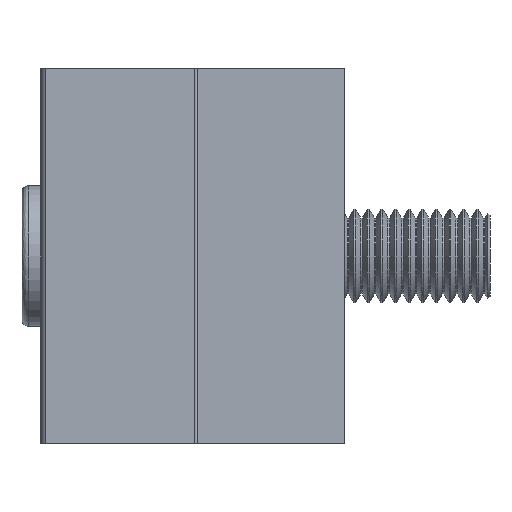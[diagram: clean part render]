
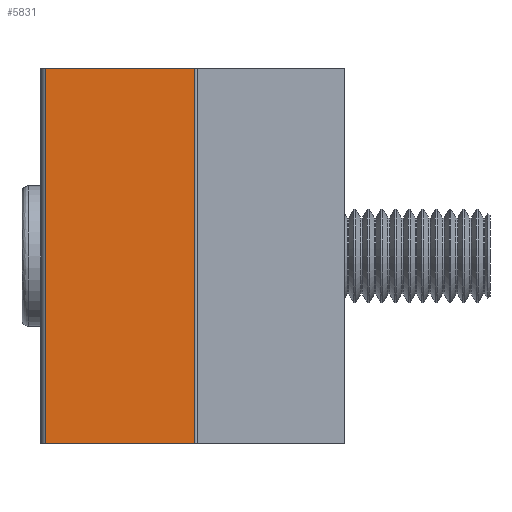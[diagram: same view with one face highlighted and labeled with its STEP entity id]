
A CAD part, left-side view. The second image highlights one B-rep face of the part: STEP entity #5831.
In plain terms, the highlighted planar face has unit normal (-1, 0, 0).
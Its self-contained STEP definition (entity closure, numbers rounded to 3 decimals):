
#1989 = EDGE_CURVE ( 'NONE', #5728, #5817, #5873, .T. ) ;
#1994 = ORIENTED_EDGE ( 'NONE', *, *, #5809, .T. ) ;
#2147 = ORIENTED_EDGE ( 'NONE', *, *, #1989, .F. ) ;
#3813 = AXIS2_PLACEMENT_3D ( 'NONE', #3908, #3907, #3906 ) ;
#3819 = FACE_OUTER_BOUND ( 'NONE', #5826, .T. ) ;
#3821 = CARTESIAN_POINT ( 'NONE',  ( -50.8, -25.4, -31.75 ) ) ;
#3822 = LINE ( 'NONE', #3821, #3911 ) ;
#3825 = CARTESIAN_POINT ( 'NONE',  ( -50.8, -25.4, -31.75 ) ) ;
#3852 = DIRECTION ( 'NONE',  ( 0., 0., -1. ) ) ;
#3853 = VECTOR ( 'NONE', #3852, 1000. ) ;
#3854 = CARTESIAN_POINT ( 'NONE',  ( -50.8, 0., 31.75 ) ) ;
#3855 = LINE ( 'NONE', #3854, #3853 ) ;
#3856 = DIRECTION ( 'NONE',  ( 0., 0., -1. ) ) ;
#3857 = VECTOR ( 'NONE', #3856, 1000. ) ;
#3858 = CARTESIAN_POINT ( 'NONE',  ( -50.8, -25.4, 31.75 ) ) ;
#3859 = LINE ( 'NONE', #3858, #3857 ) ;
#3860 = CARTESIAN_POINT ( 'NONE',  ( -50.8, -25.4, 31.75 ) ) ;
#3906 = DIRECTION ( 'NONE',  ( 0., 0., -1. ) ) ;
#3907 = DIRECTION ( 'NONE',  ( 1., 0., 0. ) ) ;
#3908 = CARTESIAN_POINT ( 'NONE',  ( -50.8, -25.4, 31.75 ) ) ;
#3910 = DIRECTION ( 'NONE',  ( 0., -1., 0. ) ) ;
#3911 = VECTOR ( 'NONE', #3910, 1000. ) ;
#3919 = PLANE ( 'NONE',  #3813 ) ;
#3951 = CARTESIAN_POINT ( 'NONE',  ( -50.8, 0., -31.75 ) ) ;
#3962 = CARTESIAN_POINT ( 'NONE',  ( -50.8, 0., 31.75 ) ) ;
#5728 = VERTEX_POINT ( 'NONE', #3962 ) ;
#5733 = ORIENTED_EDGE ( 'NONE', *, *, #5832, .T. ) ;
#5773 = CARTESIAN_POINT ( 'NONE',  ( -50.8, -25.4, 31.75 ) ) ;
#5808 = EDGE_CURVE ( 'NONE', #5817, #5828, #3859, .T. ) ;
#5809 = EDGE_CURVE ( 'NONE', #5728, #5812, #3855, .T. ) ;
#5812 = VERTEX_POINT ( 'NONE', #3951 ) ;
#5817 = VERTEX_POINT ( 'NONE', #3860 ) ;
#5826 = EDGE_LOOP ( 'NONE', ( #5733, #5942, #2147, #1994 ) ) ;
#5828 = VERTEX_POINT ( 'NONE', #3825 ) ;
#5831 = ADVANCED_FACE ( 'NONE', ( #3819 ), #3919, .F. ) ;
#5832 = EDGE_CURVE ( 'NONE', #5812, #5828, #3822, .T. ) ;
#5864 = DIRECTION ( 'NONE',  ( 0., -1., 0. ) ) ;
#5865 = VECTOR ( 'NONE', #5864, 1000. ) ;
#5873 = LINE ( 'NONE', #5773, #5865 ) ;
#5942 = ORIENTED_EDGE ( 'NONE', *, *, #5808, .F. ) ;
